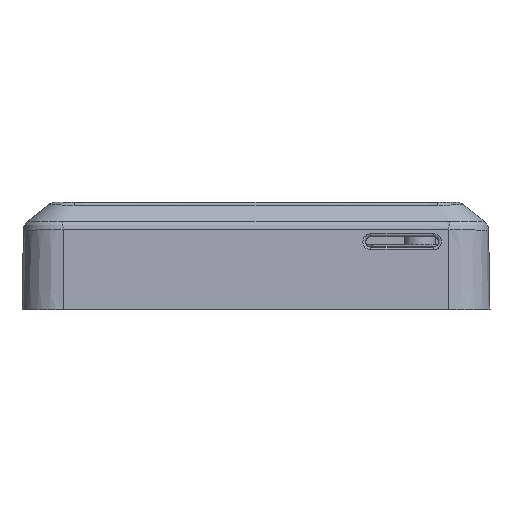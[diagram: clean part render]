
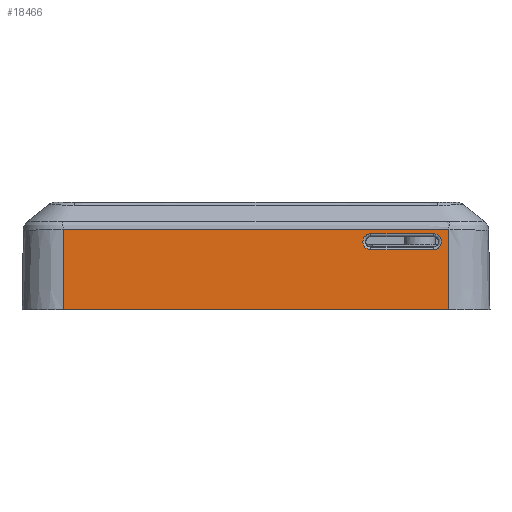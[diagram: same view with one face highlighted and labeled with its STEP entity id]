
A CAD part, front view. The second image highlights one B-rep face of the part: STEP entity #18466.
In plain terms, the highlighted planar face has unit normal (0, -1, 0.018).
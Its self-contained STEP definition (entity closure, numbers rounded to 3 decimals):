
#227 = CARTESIAN_POINT ( 'NONE',  ( 20.262, -62.577, -4.407 ) ) ;
#336 = EDGE_CURVE ( 'NONE', #2005, #19853, #18443, .T. ) ;
#449 = CARTESIAN_POINT ( 'NONE',  ( 24.083, -62.513, -0.747 ) ) ;
#537 = DIRECTION ( 'NONE',  ( 0., -1., 0.017 ) ) ;
#587 = VERTEX_POINT ( 'NONE', #2279 ) ;
#812 = LINE ( 'NONE', #4391, #4427 ) ;
#953 = LINE ( 'NONE', #3055, #12672 ) ;
#1029 =( BOUNDED_CURVE ( )  B_SPLINE_CURVE ( 3, ( #17516, #8310, #2516, #5028 ),
 .UNSPECIFIED., .F., .F. ) 
 B_SPLINE_CURVE_WITH_KNOTS ( ( 4, 4 ),
 ( 3.142, 6.283 ),
 .UNSPECIFIED. ) 
 CURVE ( )  GEOMETRIC_REPRESENTATION_ITEM ( )  RATIONAL_B_SPLINE_CURVE ( ( 1., 0.333, 0.333, 1. ) ) 
 REPRESENTATION_ITEM ( '' )  );
#1044 = CARTESIAN_POINT ( 'NONE',  ( 34., -62.5, 0. ) ) ;
#1197 = CARTESIAN_POINT ( 'NONE',  ( 31.262, -62.577, -4.407 ) ) ;
#1358 = DIRECTION ( 'NONE',  ( -1., 0., 0. ) ) ;
#1575 = DIRECTION ( 'NONE',  ( -1., 0., 0. ) ) ;
#1896 = CARTESIAN_POINT ( 'NONE',  ( 33.823, -62.513, -0.745 ) ) ;
#1960 = CARTESIAN_POINT ( 'NONE',  ( 0., -62.513, -0.747 ) ) ;
#1989 = CARTESIAN_POINT ( 'NONE',  ( 34., -62.5, 0. ) ) ;
#2005 = VERTEX_POINT ( 'NONE', #227 ) ;
#2279 = CARTESIAN_POINT ( 'NONE',  ( -34., -62.762, -15. ) ) ;
#2375 = EDGE_CURVE ( 'NONE', #13943, #3153, #1029, .T. ) ;
#2516 = CARTESIAN_POINT ( 'NONE',  ( 34.093, -62.577, -4.407 ) ) ;
#2898 = ORIENTED_EDGE ( 'NONE', *, *, #17672, .F. ) ;
#3037 = EDGE_LOOP ( 'NONE', ( #9372, #6823, #17084, #2898 ) ) ;
#3055 = CARTESIAN_POINT ( 'NONE',  ( 34., -62.528, -1.576 ) ) ;
#3153 = VERTEX_POINT ( 'NONE', #1197 ) ;
#3285 = ORIENTED_EDGE ( 'NONE', *, *, #14814, .T. ) ;
#3506 = CARTESIAN_POINT ( 'NONE',  ( -24.083, -62.513, -0.747 ) ) ;
#3882 = LINE ( 'NONE', #19302, #11496 ) ;
#4367 = CARTESIAN_POINT ( 'NONE',  ( 20.262, -62.528, -1.576 ) ) ;
#4391 = CARTESIAN_POINT ( 'NONE',  ( 34., -62.762, -15. ) ) ;
#4427 = VECTOR ( 'NONE', #1358, 1000. ) ;
#4600 = VERTEX_POINT ( 'NONE', #4935 ) ;
#4934 = ORIENTED_EDGE ( 'NONE', *, *, #2375, .T. ) ;
#4935 = CARTESIAN_POINT ( 'NONE',  ( 34., -62.762, -15. ) ) ;
#4937 = CARTESIAN_POINT ( 'NONE',  ( 34., -62.513, -0.756 ) ) ;
#5028 = CARTESIAN_POINT ( 'NONE',  ( 31.262, -62.577, -4.407 ) ) ;
#5061 = CARTESIAN_POINT ( 'NONE',  ( -31.521, -62.513, -0.747 ) ) ;
#5839 = CARTESIAN_POINT ( 'NONE',  ( 34., -62.513, -0.756 ) ) ;
#6544 = CARTESIAN_POINT ( 'NONE',  ( 33.646, -62.513, -0.747 ) ) ;
#6608 = CARTESIAN_POINT ( 'NONE',  ( -33.292, -62.513, -0.747 ) ) ;
#6823 = ORIENTED_EDGE ( 'NONE', *, *, #13671, .T. ) ;
#7034 = CARTESIAN_POINT ( 'NONE',  ( 20.262, -62.528, -1.576 ) ) ;
#8039 = CARTESIAN_POINT ( 'NONE',  ( 32.76, -62.513, -0.747 ) ) ;
#8098 = CARTESIAN_POINT ( 'NONE',  ( -33.823, -62.513, -0.745 ) ) ;
#8268 = VECTOR ( 'NONE', #1575, 1000. ) ;
#8310 = CARTESIAN_POINT ( 'NONE',  ( 34.093, -62.528, -1.576 ) ) ;
#8628 = CARTESIAN_POINT ( 'NONE',  ( 17.43, -62.577, -4.407 ) ) ;
#8659 = VERTEX_POINT ( 'NONE', #5839 ) ;
#9372 = ORIENTED_EDGE ( 'NONE', *, *, #9837, .T. ) ;
#9408 = B_SPLINE_CURVE_WITH_KNOTS ( 'NONE', 3,
 ( #4937, #1896, #6544, #17228, #8039, #18755, #9554, #449, #11093, #1960, #12652, #3506, #14209, #5061, #15747, #6608, #17298, #8098, #18825 ),
 .UNSPECIFIED., .F., .F.,
 ( 4, 2, 1, 1, 1, 1, 1, 1, 1, 1, 1, 1, 1, 2, 4 ),
 ( 0., 0.001, 0.001, 0.002, 0.004, 0.008, 0.017, 0.034, 0.051, 0.059, 0.064, 0.066, 0.067, 0.067, 0.068 ),
 .UNSPECIFIED. ) ;
#9554 = CARTESIAN_POINT ( 'NONE',  ( 29.042, -62.513, -0.747 ) ) ;
#9645 = EDGE_CURVE ( 'NONE', #19853, #13943, #953, .T. ) ;
#9837 = EDGE_CURVE ( 'NONE', #4600, #8659, #18905, .T. ) ;
#10155 = CARTESIAN_POINT ( 'NONE',  ( 17.43, -62.528, -1.576 ) ) ;
#11093 = CARTESIAN_POINT ( 'NONE',  ( 14.167, -62.513, -0.747 ) ) ;
#11188 = DIRECTION ( 'NONE',  ( 0., -0.017, -1. ) ) ;
#11496 = VECTOR ( 'NONE', #16149, 1000. ) ;
#11773 = DIRECTION ( 'NONE',  ( 0., 0.017, 1. ) ) ;
#11817 = CARTESIAN_POINT ( 'NONE',  ( 31.262, -62.528, -1.576 ) ) ;
#12352 = LINE ( 'NONE', #15411, #8268 ) ;
#12575 = ORIENTED_EDGE ( 'NONE', *, *, #336, .T. ) ;
#12652 = CARTESIAN_POINT ( 'NONE',  ( -14.167, -62.513, -0.747 ) ) ;
#12672 = VECTOR ( 'NONE', #16965, 1000. ) ;
#12900 = CARTESIAN_POINT ( 'NONE',  ( -34., -62.513, -0.756 ) ) ;
#13671 = EDGE_CURVE ( 'NONE', #8659, #15393, #9408, .T. ) ;
#13943 = VERTEX_POINT ( 'NONE', #11817 ) ;
#14209 = CARTESIAN_POINT ( 'NONE',  ( -29.042, -62.513, -0.747 ) ) ;
#14287 = CARTESIAN_POINT ( 'NONE',  ( 20.262, -62.577, -4.407 ) ) ;
#14431 = FACE_OUTER_BOUND ( 'NONE', #3037, .T. ) ;
#14605 = ORIENTED_EDGE ( 'NONE', *, *, #9645, .T. ) ;
#14814 = EDGE_CURVE ( 'NONE', #3153, #2005, #12352, .T. ) ;
#14825 = VECTOR ( 'NONE', #11773, 1000. ) ;
#15393 = VERTEX_POINT ( 'NONE', #12900 ) ;
#15411 = CARTESIAN_POINT ( 'NONE',  ( 34., -62.577, -4.407 ) ) ;
#15747 = CARTESIAN_POINT ( 'NONE',  ( -32.76, -62.513, -0.747 ) ) ;
#16149 = DIRECTION ( 'NONE',  ( 0., 0.017, 1. ) ) ;
#16598 = FACE_BOUND ( 'NONE', #19655, .T. ) ;
#16965 = DIRECTION ( 'NONE',  ( 1., 0., 0. ) ) ;
#17084 = ORIENTED_EDGE ( 'NONE', *, *, #19353, .F. ) ;
#17228 = CARTESIAN_POINT ( 'NONE',  ( 33.292, -62.513, -0.747 ) ) ;
#17298 = CARTESIAN_POINT ( 'NONE',  ( -33.646, -62.513, -0.747 ) ) ;
#17342 = AXIS2_PLACEMENT_3D ( 'NONE', #1989, #537, #11188 ) ;
#17516 = CARTESIAN_POINT ( 'NONE',  ( 31.262, -62.528, -1.576 ) ) ;
#17672 = EDGE_CURVE ( 'NONE', #4600, #587, #812, .T. ) ;
#18443 =( BOUNDED_CURVE ( )  B_SPLINE_CURVE ( 3, ( #14287, #8628, #10155, #4367 ),
 .UNSPECIFIED., .F., .F. ) 
 B_SPLINE_CURVE_WITH_KNOTS ( ( 4, 4 ),
 ( 0., 3.142 ),
 .UNSPECIFIED. ) 
 CURVE ( )  GEOMETRIC_REPRESENTATION_ITEM ( )  RATIONAL_B_SPLINE_CURVE ( ( 1., 0.333, 0.333, 1. ) ) 
 REPRESENTATION_ITEM ( '' )  );
#18466 = ADVANCED_FACE ( 'NONE', ( #16598, #14431 ), #18849, .T. ) ;
#18755 = CARTESIAN_POINT ( 'NONE',  ( 31.521, -62.513, -0.747 ) ) ;
#18825 = CARTESIAN_POINT ( 'NONE',  ( -34., -62.513, -0.756 ) ) ;
#18849 = PLANE ( 'NONE',  #17342 ) ;
#18905 = LINE ( 'NONE', #1044, #14825 ) ;
#19302 = CARTESIAN_POINT ( 'NONE',  ( -34., -62.5, 0. ) ) ;
#19353 = EDGE_CURVE ( 'NONE', #587, #15393, #3882, .T. ) ;
#19655 = EDGE_LOOP ( 'NONE', ( #12575, #14605, #4934, #3285 ) ) ;
#19853 = VERTEX_POINT ( 'NONE', #7034 ) ;
